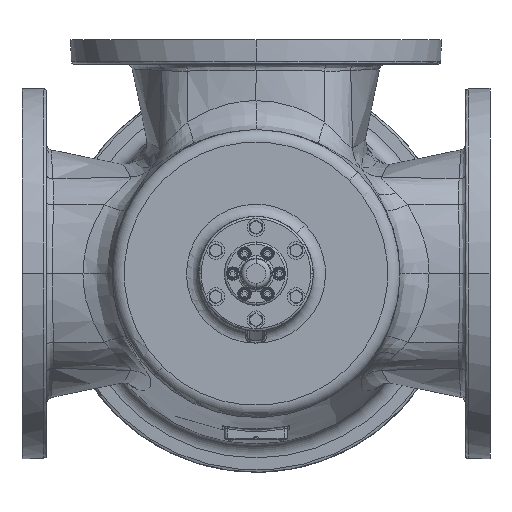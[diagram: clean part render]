
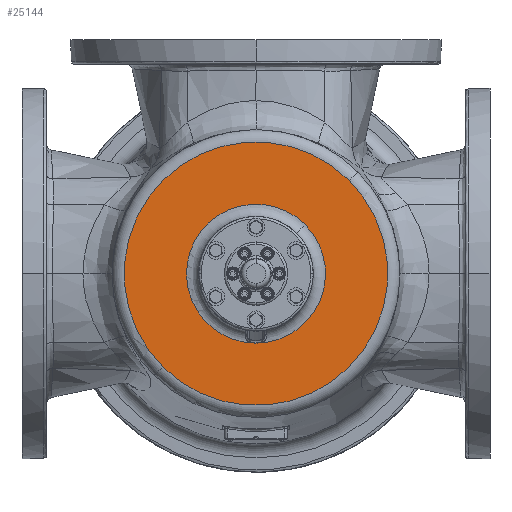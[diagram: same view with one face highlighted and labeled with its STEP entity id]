
A CAD part, front view. The second image highlights one B-rep face of the part: STEP entity #25144.
In plain terms, the highlighted planar face has unit normal (0, -1, 0).
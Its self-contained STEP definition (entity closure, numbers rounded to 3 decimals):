
#2724=CARTESIAN_POINT('',(0.,-8.563,0.));
#2725=DIRECTION('',(0.,-1.,0.));
#2726=DIRECTION('',(-0.707,0.,-0.707));
#2727=AXIS2_PLACEMENT_3D('',#2724,#2725,#2726);
#2729=CARTESIAN_POINT('',(0.,-8.563,0.));
#2730=DIRECTION('',(0.,-1.,0.));
#2731=DIRECTION('',(0.707,0.,0.707));
#2732=AXIS2_PLACEMENT_3D('',#2729,#2730,#2731);
#2734=CARTESIAN_POINT('',(0.,-8.563,0.));
#2735=DIRECTION('',(0.,1.,0.));
#2736=DIRECTION('',(0.707,0.,0.707));
#2737=AXIS2_PLACEMENT_3D('',#2734,#2735,#2736);
#5984=CARTESIAN_POINT('',(0.,-8.563,0.));
#5985=DIRECTION('',(0.,1.,0.));
#5986=DIRECTION('',(0.,0.,-1.));
#5987=AXIS2_PLACEMENT_3D('',#5984,#5985,#5986);
#19131=CARTESIAN_POINT('',(-4.779,-8.563,-4.779));
#19132=CARTESIAN_POINT('',(4.779,-8.563,4.779));
#19133=VERTEX_POINT('',#19131);
#19134=VERTEX_POINT('',#19132);
#19152=CARTESIAN_POINT('',(2.519,-8.563,2.519));
#19153=VERTEX_POINT('',#19152);
#19480=CARTESIAN_POINT('',(0.,-8.563,-3.562));
#19481=VERTEX_POINT('',#19480);
#25128=CARTESIAN_POINT('',(0.,-8.563,0.));
#25129=DIRECTION('',(0.,1.,0.));
#25130=DIRECTION('',(0.707,0.,0.707));
#25131=AXIS2_PLACEMENT_3D('',#25128,#25129,#25130);
#25132=PLANE('',#25131);
#25134=ORIENTED_EDGE('',*,*,#25133,.F.);
#25135=ORIENTED_EDGE('',*,*,#25099,.F.);
#25136=EDGE_LOOP('',(#25134,#25135));
#25137=FACE_OUTER_BOUND('',#25136,.F.);
#25139=ORIENTED_EDGE('',*,*,#25138,.F.);
#25141=ORIENTED_EDGE('',*,*,#25140,.F.);
#25142=EDGE_LOOP('',(#25139,#25141));
#25143=FACE_BOUND('',#25142,.F.);
#2728=CIRCLE('',#2727,6.759);
#2733=CIRCLE('',#2732,6.759);
#2738=CIRCLE('',#2737,3.563);
#5988=CIRCLE('',#5987,3.563);
#25099=EDGE_CURVE('',#19134,#19133,#2733,.T.);
#25133=EDGE_CURVE('',#19133,#19134,#2728,.T.);
#25138=EDGE_CURVE('',#19481,#19153,#5988,.T.);
#25140=EDGE_CURVE('',#19153,#19481,#2738,.T.);
#25144=ADVANCED_FACE('',(#25137,#25143),#25132,.F.);
